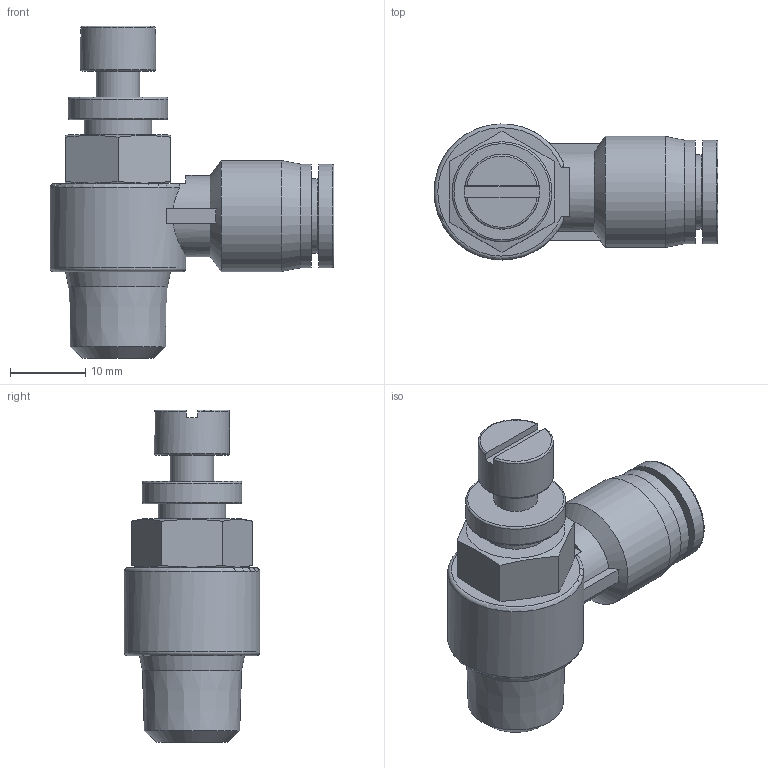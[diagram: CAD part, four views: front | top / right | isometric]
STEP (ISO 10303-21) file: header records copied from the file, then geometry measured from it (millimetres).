
FILE_DESCRIPTION(/* description */ (''),/* implementation_level */ '2;1');
FILE_NAME(/* name */ 'JSC8-1-4PT.stp',/* time_stamp */ '2025-06-13T08:40:23-04:00',/* author */ ('esanner'),/* organization */ (''),/* preprocessor_version */ 'ST-DEVELOPER v19',/* originating_system */ 'AutoCAD Mechanical',/* authorisation */ '');
FILE_SCHEMA (('AUTOMOTIVE_DESIGN { 1 0 10303 214 3 1 1 }'));
Length unit declared in the file: millimetre
Products named in the file (1): Product
Bounding box: 37.8 x 18.1 x 44.2 mm (x, y, z)
Volume: 8512.5 mm3; surface area: 4302.9 mm2
Topology: 1 solids, 1 shells, 63 faces, 145 edges, 94 vertices
Faces by surface type: plane 32, cylinder 15, torus 9, cone 7
Full cylindrical faces by diameter (mm): 5.8 x1, 7.2 x1, 8 x1, 9 x1, 9.9 x1, 10 x1, 13.3 x1, 13.8 x2, 14.8 x1, 18.1 x1
Entity records: 1896 total; most frequent: CARTESIAN_POINT 462, DIRECTION 305, ORIENTED_EDGE 290, EDGE_CURVE 145, AXIS2_PLACEMENT_3D 128, VERTEX_POINT 94, EDGE_LOOP 73, CIRCLE 64
